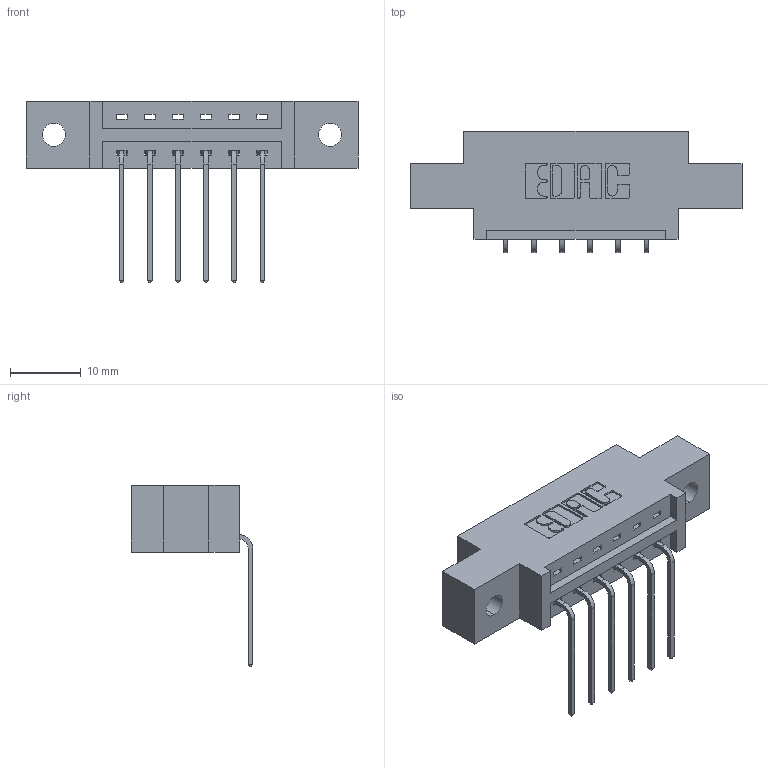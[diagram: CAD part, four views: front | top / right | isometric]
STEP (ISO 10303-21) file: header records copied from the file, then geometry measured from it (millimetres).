
FILE_DESCRIPTION (( 'STEP AP203' ), '1' );
FILE_NAME ('337-006-559-602.STEP', '2019-09-27T17:26:12', ( '' ), ( '' ), 'SwSTEP 2.0', 'SolidWorks 2016', '' );
FILE_SCHEMA (( 'CONFIG_CONTROL_DESIGN' ));
Length unit declared in the file: inch
Products named in the file (3): 345-292-001_558 559 Tail - 1; 337 Part_0.170 Offset - 0.128 Dia; 337-006-559-602
Assembly tree (7 placements, depth 2):
  337-006-559-602
    337 Part_0.170 Offset - 0.128 Dia
    345-292-001_558 559 Tail - 1  x6
Bounding box: 46.79 x 17.09 x 25.53 mm (x, y, z)
Volume: 4278 mm3; surface area: 4170.3 mm2
Topology: 7 solids, 7 shells, 502 faces, 1487 edges, 982 vertices
Faces by surface type: plane 362, cylinder 140
Entity records: 9335 total; most frequent: CARTESIAN_POINT 1632, ORIENTED_EDGE 1574, DIRECTION 1447, EDGE_CURVE 787, VECTOR 659, LINE 659, VERTEX_POINT 522, AXIS2_PLACEMENT_3D 394
